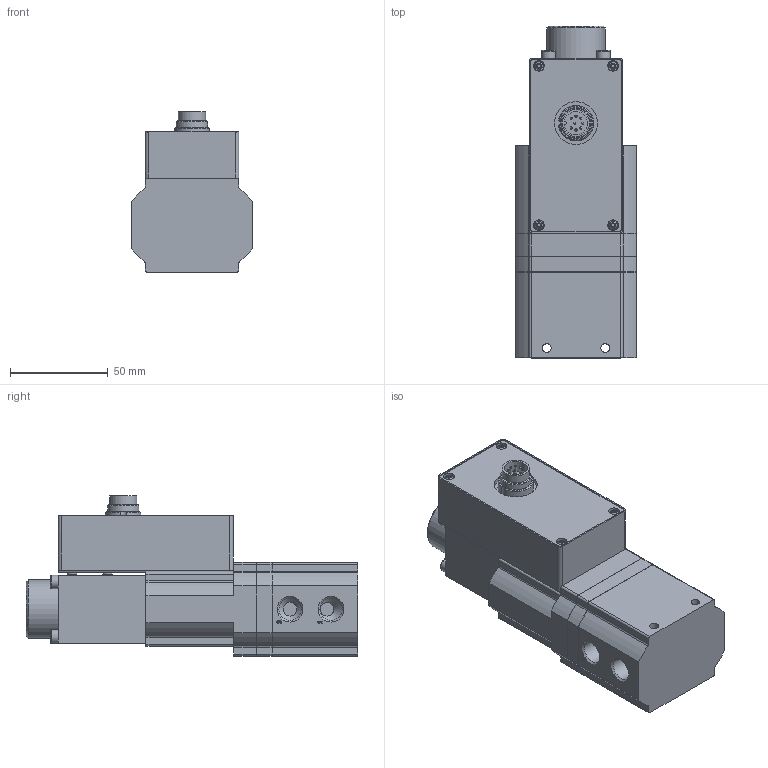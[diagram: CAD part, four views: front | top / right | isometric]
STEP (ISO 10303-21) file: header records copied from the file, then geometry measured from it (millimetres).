
FILE_DESCRIPTION(/* description */ ('STEP AP214'),/* implementation_level */ '2;1');
FILE_NAME(/* name */ '187339_MPPES-3-1_4-PU-PO-010',/* time_stamp */ '2024-09-06T20:20:41+02:00',/* author */ ('License CC BY-ND 4.0'),/* organization */ ('CADENAS'),/* preprocessor_version */ 'ST-DEVELOPER v19.3',/* originating_system */ 'PARTsolutions',/* authorisation */ ' ');
FILE_SCHEMA (('AUTOMOTIVE_DESIGN {1 0 10303 214 3 1 1}'));
Length unit declared in the file: millimetre
Products named in the file (1): 187339 MPPES-3-1/4-PU-PO-010
Bounding box: 62 x 170.2 x 82.1 mm (x, y, z)
Volume: 453885.9 mm3; surface area: 53707.6 mm2
Topology: 1 solids, 1 shells, 399 faces, 999 edges, 654 vertices
Faces by surface type: plane 188, cylinder 182, torus 16, cone 13
Full cylindrical faces by diameter (mm): 1.1 x8, 2.7 x1, 4.5 x2, 5 x6, 5.5 x4, 6 x2, 7 x6, 9 x1, 11.445 x3, 14 x1, 16 x1, 22 x1, 30 x1
Entity records: 11684 total; most frequent: DIRECTION 2115, CARTESIAN_POINT 2033, ORIENTED_EDGE 1852, EDGE_CURVE 926, AXIS2_PLACEMENT_3D 804, VERTEX_POINT 647, FACE_BOUND 521, EDGE_LOOP 520
